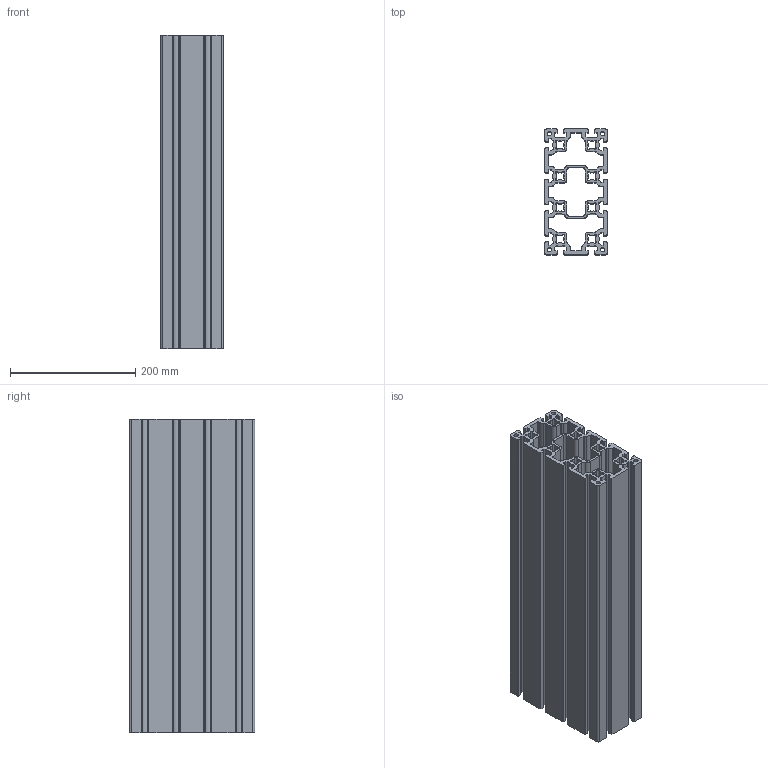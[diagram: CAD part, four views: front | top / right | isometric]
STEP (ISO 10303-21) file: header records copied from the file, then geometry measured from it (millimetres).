
FILE_DESCRIPTION(/* description */ (''),/* implementation_level */ '2;1');
FILE_NAME(/* name */ 'PG100200K-02-02-500.stp',/* time_stamp */ '2023-02-15T08:24:12+01:00',/* author */ ('davide.cavedon'),/* organization */ (''),/* preprocessor_version */ 'ST-DEVELOPER v18.1',/* originating_system */ 'Autodesk Inventor 2021',/* authorisation */ '');
FILE_SCHEMA (('AUTOMOTIVE_DESIGN { 1 0 10303 214 3 1 1 }'));
Length unit declared in the file: millimetre
Products named in the file (1): PG100200K-02-02-500
Bounding box: 100 x 200 x 500 mm (x, y, z)
Volume: 3284659.1 mm3; surface area: 1272459.6 mm2
Topology: 1 solids, 1 shells, 514 faces, 1536 edges, 1024 vertices
Faces by surface type: plane 290, cylinder 224
Full cylindrical faces by diameter (mm): 6.8 x4
Entity records: 17469 total; most frequent: CARTESIAN_POINT 3075, ORIENTED_EDGE 3072, DIRECTION 3014, EDGE_CURVE 1536, LINE 1088, VECTOR 1088, VERTEX_POINT 1024, AXIS2_PLACEMENT_3D 963
